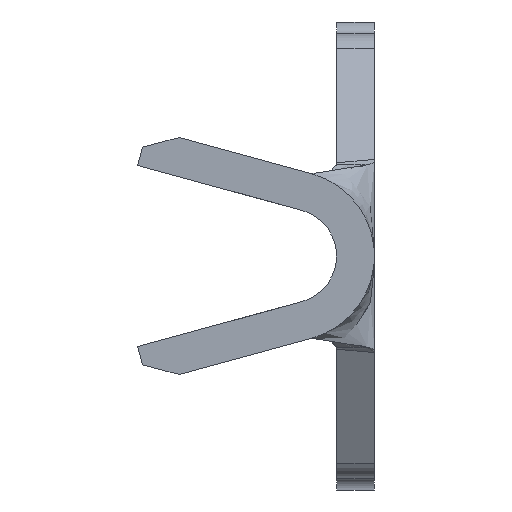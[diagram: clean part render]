
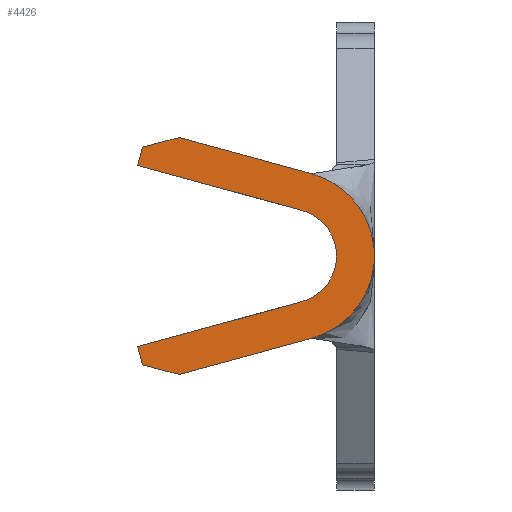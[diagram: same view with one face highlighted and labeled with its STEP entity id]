
A CAD part, left-side view. The second image highlights one B-rep face of the part: STEP entity #4426.
In plain terms, the highlighted planar face has unit normal (-1, 0, 0).
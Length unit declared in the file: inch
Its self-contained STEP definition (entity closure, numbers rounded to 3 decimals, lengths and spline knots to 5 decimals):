
#252 = ORIENTED_EDGE ( 'NONE', *, *, #5571, .T. ) ;
#255 = LINE ( 'NONE', #4180, #5424 ) ;
#422 = DIRECTION ( 'NONE',  ( 0., 0.965, 0.264 ) ) ;
#445 = DIRECTION ( 'NONE',  ( -1., 0., 0. ) ) ;
#477 = AXIS2_PLACEMENT_3D ( 'NONE', #2471, #5772, #2932 ) ;
#484 = CARTESIAN_POINT ( 'NONE',  ( -0.37471, 0.06912, -0.07385 ) ) ;
#529 = ORIENTED_EDGE ( 'NONE', *, *, #2341, .T. ) ;
#558 = CARTESIAN_POINT ( 'NONE',  ( -0.37471, 0.19578, -0.09187 ) ) ;
#576 = CARTESIAN_POINT ( 'NONE',  ( -0.37471, 0.05303, -0.06945 ) ) ;
#590 = CARTESIAN_POINT ( 'NONE',  ( -0.37471, 0.06146, -0.03859 ) ) ;
#611 = LINE ( 'NONE', #6137, #2812 ) ;
#666 = EDGE_CURVE ( 'NONE', #770, #6109, #5834, .T. ) ;
#672 = CARTESIAN_POINT ( 'NONE',  ( -0.37471, 0.06146, 0.03859 ) ) ;
#689 = DIRECTION ( 'NONE',  ( 0., -0.967, -0.254 ) ) ;
#712 = FACE_OUTER_BOUND ( 'NONE', #4869, .T. ) ;
#732 = ORIENTED_EDGE ( 'NONE', *, *, #6026, .F. ) ;
#770 = VERTEX_POINT ( 'NONE', #4603 ) ;
#898 = VERTEX_POINT ( 'NONE', #5590 ) ;
#1027 = CARTESIAN_POINT ( 'NONE',  ( -0.37471, 0.10131, -0.08265 ) ) ;
#1106 = EDGE_CURVE ( 'NONE', #3507, #4647, #5333, .T. ) ;
#1121 = B_SPLINE_CURVE_WITH_KNOTS ( 'NONE', 3,
 ( #5355, #484, #3916, #1027 ),
 .UNSPECIFIED., .F., .F.,
 ( 4, 4 ),
 ( 0., 0.00127 ),
 .UNSPECIFIED. ) ;
#1254 = CARTESIAN_POINT ( 'NONE',  ( -0.37471, 0.2, -0.07643 ) ) ;
#1325 = CARTESIAN_POINT ( 'NONE',  ( -0.37471, 0.10923, -0.05164 ) ) ;
#1361 = CARTESIAN_POINT ( 'NONE',  ( -0.37471, 0.05303, 0.06945 ) ) ;
#1560 = CARTESIAN_POINT ( 'NONE',  ( -0.37471, 0.10131, 0.08265 ) ) ;
#1582 = ORIENTED_EDGE ( 'NONE', *, *, #2021, .T. ) ;
#1592 = VERTEX_POINT ( 'NONE', #4911 ) ;
#1706 = CARTESIAN_POINT ( 'NONE',  ( -0.37471, 0.08522, 0.07825 ) ) ;
#1713 = CARTESIAN_POINT ( 'NONE',  ( -0.37471, 0.06146, 0.03859 ) ) ;
#1741 = CARTESIAN_POINT ( 'NONE',  ( -0.37471, 0.2, 0.07643 ) ) ;
#1766 = ORIENTED_EDGE ( 'NONE', *, *, #3716, .F. ) ;
#1834 = ORIENTED_EDGE ( 'NONE', *, *, #2223, .T. ) ;
#1846 = VERTEX_POINT ( 'NONE', #558 ) ;
#1887 = LINE ( 'NONE', #2170, #4059 ) ;
#1889 = AXIS2_PLACEMENT_3D ( 'NONE', #5298, #445, #3859 ) ;
#1947 = CARTESIAN_POINT ( 'NONE',  ( -0.37471, 0.10923, 0.05164 ) ) ;
#2021 = EDGE_CURVE ( 'NONE', #2132, #3433, #2358, .T. ) ;
#2057 = VERTEX_POINT ( 'NONE', #576 ) ;
#2090 = CIRCLE ( 'NONE', #477, 0.04 ) ;
#2109 = EDGE_CURVE ( 'NONE', #898, #1592, #611, .T. ) ;
#2132 = VERTEX_POINT ( 'NONE', #5753 ) ;
#2170 = CARTESIAN_POINT ( 'NONE',  ( -0.37471, 0.19578, 0.09187 ) ) ;
#2198 = CARTESIAN_POINT ( 'NONE',  ( -0.37471, 0.09331, 0.04729 ) ) ;
#2223 = EDGE_CURVE ( 'NONE', #2057, #2132, #5365, .T. ) ;
#2341 = EDGE_CURVE ( 'NONE', #3199, #1846, #4604, .T. ) ;
#2358 = B_SPLINE_CURVE_WITH_KNOTS ( 'NONE', 3,
 ( #1361, #2827, #1706, #1560 ),
 .UNSPECIFIED., .F., .F.,
 ( 4, 4 ),
 ( 0., 0.00127 ),
 .UNSPECIFIED. ) ;
#2395 = CARTESIAN_POINT ( 'NONE',  ( -0.37471, 0.07738, -0.04294 ) ) ;
#2399 = VERTEX_POINT ( 'NONE', #4034 ) ;
#2471 = CARTESIAN_POINT ( 'NONE',  ( -0.37471, 0.072, 0. ) ) ;
#2590 = CARTESIAN_POINT ( 'NONE',  ( -0.37471, 0.10923, -0.05164 ) ) ;
#2655 = CARTESIAN_POINT ( 'NONE',  ( -0.37471, 0.06146, 0.03859 ) ) ;
#2659 = VERTEX_POINT ( 'NONE', #672 ) ;
#2811 = LINE ( 'NONE', #2655, #5022 ) ;
#2812 = VECTOR ( 'NONE', #6300, 39.37008 ) ;
#2827 = CARTESIAN_POINT ( 'NONE',  ( -0.37471, 0.06912, 0.07385 ) ) ;
#2866 = B_SPLINE_CURVE_WITH_KNOTS ( 'NONE', 3,
 ( #1713, #5018, #2198, #5495 ),
 .UNSPECIFIED., .F., .F.,
 ( 4, 4 ),
 ( 0., 0.00126 ),
 .UNSPECIFIED. ) ;
#2877 = EDGE_CURVE ( 'NONE', #3433, #2399, #4133, .T. ) ;
#2911 = VECTOR ( 'NONE', #422, 39.37008 ) ;
#2932 = DIRECTION ( 'NONE',  ( 0., 0., 1. ) ) ;
#3066 = ORIENTED_EDGE ( 'NONE', *, *, #2109, .T. ) ;
#3077 = EDGE_CURVE ( 'NONE', #2399, #3507, #1887, .T. ) ;
#3084 = ORIENTED_EDGE ( 'NONE', *, *, #4412, .T. ) ;
#3199 = VERTEX_POINT ( 'NONE', #1254 ) ;
#3208 = CARTESIAN_POINT ( 'NONE',  ( -0.37471, 0.2, 0.07643 ) ) ;
#3306 = EDGE_CURVE ( 'NONE', #6109, #3199, #255, .T. ) ;
#3341 = VECTOR ( 'NONE', #4219, 39.37008 ) ;
#3372 = CARTESIAN_POINT ( 'NONE',  ( -0.37471, 0.05303, 0.06945 ) ) ;
#3433 = VERTEX_POINT ( 'NONE', #5254 ) ;
#3507 = VERTEX_POINT ( 'NONE', #5313 ) ;
#3552 = DIRECTION ( 'NONE',  ( 0., -0.965, -0.264 ) ) ;
#3716 = EDGE_CURVE ( 'NONE', #2659, #4016, #2866, .T. ) ;
#3766 = ORIENTED_EDGE ( 'NONE', *, *, #2877, .T. ) ;
#3767 = EDGE_CURVE ( 'NONE', #1846, #898, #5272, .T. ) ;
#3838 = VECTOR ( 'NONE', #689, 39.37008 ) ;
#3859 = DIRECTION ( 'NONE',  ( 0., 0., 1. ) ) ;
#3916 = CARTESIAN_POINT ( 'NONE',  ( -0.37471, 0.08522, -0.07825 ) ) ;
#3995 = ORIENTED_EDGE ( 'NONE', *, *, #3767, .T. ) ;
#4016 = VERTEX_POINT ( 'NONE', #1947 ) ;
#4034 = CARTESIAN_POINT ( 'NONE',  ( -0.37471, 0.16483, 0.1 ) ) ;
#4059 = VECTOR ( 'NONE', #4482, 39.37008 ) ;
#4133 = LINE ( 'NONE', #3372, #2911 ) ;
#4180 = CARTESIAN_POINT ( 'NONE',  ( -0.37471, 0.06146, -0.03859 ) ) ;
#4219 = DIRECTION ( 'NONE',  ( 0., -0.264, -0.965 ) ) ;
#4272 = CARTESIAN_POINT ( 'NONE',  ( -0.37471, 0.2, -0.07643 ) ) ;
#4296 = PLANE ( 'NONE',  #1889 ) ;
#4305 = DIRECTION ( 'NONE',  ( 0., 0.264, -0.965 ) ) ;
#4412 = EDGE_CURVE ( 'NONE', #2659, #770, #2090, .T. ) ;
#4426 = ADVANCED_FACE ( 'NONE', ( #712 ), #4296, .T. ) ;
#4482 = DIRECTION ( 'NONE',  ( 0., 0.967, -0.254 ) ) ;
#4603 = CARTESIAN_POINT ( 'NONE',  ( -0.37471, 0.06146, -0.03859 ) ) ;
#4604 = LINE ( 'NONE', #4272, #3341 ) ;
#4647 = VERTEX_POINT ( 'NONE', #1741 ) ;
#4678 = DIRECTION ( 'NONE',  ( 0., 0.965, -0.264 ) ) ;
#4710 = AXIS2_PLACEMENT_3D ( 'NONE', #4903, #4877, #4867 ) ;
#4867 = DIRECTION ( 'NONE',  ( 0., 0., 1. ) ) ;
#4869 = EDGE_LOOP ( 'NONE', ( #3066, #732, #1834, #1582, #3766, #5758, #5603, #252, #1766, #3084, #5212, #5034, #529, #3995 ) ) ;
#4877 = DIRECTION ( 'NONE',  ( -1., 0., 0. ) ) ;
#4903 = CARTESIAN_POINT ( 'NONE',  ( -0.37471, 0.072, 0. ) ) ;
#4911 = CARTESIAN_POINT ( 'NONE',  ( -0.37471, 0.10131, -0.08265 ) ) ;
#5018 = CARTESIAN_POINT ( 'NONE',  ( -0.37471, 0.07738, 0.04294 ) ) ;
#5022 = VECTOR ( 'NONE', #3552, 39.37008 ) ;
#5034 = ORIENTED_EDGE ( 'NONE', *, *, #3306, .T. ) ;
#5068 = CARTESIAN_POINT ( 'NONE',  ( -0.37471, 0.19578, -0.09187 ) ) ;
#5188 = VECTOR ( 'NONE', #4305, 39.37008 ) ;
#5212 = ORIENTED_EDGE ( 'NONE', *, *, #666, .T. ) ;
#5254 = CARTESIAN_POINT ( 'NONE',  ( -0.37471, 0.10131, 0.08265 ) ) ;
#5272 = LINE ( 'NONE', #5068, #3838 ) ;
#5298 = CARTESIAN_POINT ( 'NONE',  ( -0.37471, 0.072, 0. ) ) ;
#5313 = CARTESIAN_POINT ( 'NONE',  ( -0.37471, 0.19578, 0.09187 ) ) ;
#5333 = LINE ( 'NONE', #3208, #5188 ) ;
#5355 = CARTESIAN_POINT ( 'NONE',  ( -0.37471, 0.05303, -0.06945 ) ) ;
#5365 = CIRCLE ( 'NONE', #4710, 0.072 ) ;
#5424 = VECTOR ( 'NONE', #4678, 39.37008 ) ;
#5495 = CARTESIAN_POINT ( 'NONE',  ( -0.37471, 0.10923, 0.05164 ) ) ;
#5571 = EDGE_CURVE ( 'NONE', #4647, #4016, #2811, .T. ) ;
#5590 = CARTESIAN_POINT ( 'NONE',  ( -0.37471, 0.16483, -0.1 ) ) ;
#5603 = ORIENTED_EDGE ( 'NONE', *, *, #1106, .T. ) ;
#5753 = CARTESIAN_POINT ( 'NONE',  ( -0.37471, 0.05303, 0.06945 ) ) ;
#5758 = ORIENTED_EDGE ( 'NONE', *, *, #3077, .T. ) ;
#5772 = DIRECTION ( 'NONE',  ( 1., 0., 0. ) ) ;
#5834 = B_SPLINE_CURVE_WITH_KNOTS ( 'NONE', 3,
 ( #590, #2395, #6021, #1325 ),
 .UNSPECIFIED., .F., .F.,
 ( 4, 4 ),
 ( 0., 0.00126 ),
 .UNSPECIFIED. ) ;
#6021 = CARTESIAN_POINT ( 'NONE',  ( -0.37471, 0.09331, -0.04729 ) ) ;
#6026 = EDGE_CURVE ( 'NONE', #2057, #1592, #1121, .T. ) ;
#6109 = VERTEX_POINT ( 'NONE', #2590 ) ;
#6137 = CARTESIAN_POINT ( 'NONE',  ( -0.37471, 0.05303, -0.06945 ) ) ;
#6300 = DIRECTION ( 'NONE',  ( 0., -0.965, 0.264 ) ) ;
